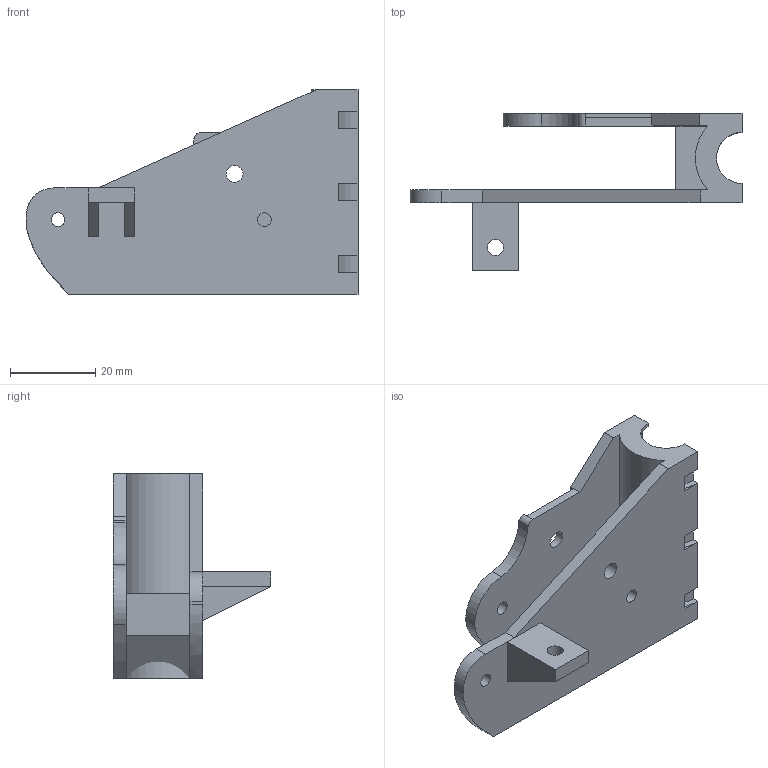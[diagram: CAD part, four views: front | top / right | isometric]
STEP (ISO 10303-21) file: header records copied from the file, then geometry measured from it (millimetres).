
FILE_DESCRIPTION(/* description */ (''),/* implementation_level */ '2;1');
FILE_NAME(/* name */ 'RightZBrace.step',/* time_stamp */ '2016-04-03T22:24:05-04:00',/* author */ (''),/* organization */ (''),/* preprocessor_version */ 'ST-DEVELOPER v16.2',/* originating_system */ 'Autodesk Translation Framework v4.3.0.3010',/* authorisation */ '');
FILE_SCHEMA (('AUTOMOTIVE_DESIGN { 1 0 10303 214 3 1 1 }'));
Length unit declared in the file: centimetre
Products named in the file (2): RightZBrace v1 v2; Component1
Assembly tree (1 placements, depth 2):
  RightZBrace v1 v2
    Component1
Bounding box: 78 x 37 x 48 mm (x, y, z)
Volume: 18182.8 mm3; surface area: 14986.5 mm2
Topology: 5 solids, 5 shells, 82 faces, 226 edges, 148 vertices
Faces by surface type: plane 60, cylinder 20, bspline 2
Full cylindrical faces by diameter (mm): 3.2 x3, 3.8 x1, 4 x2
Entity records: 2688 total; most frequent: CARTESIAN_POINT 531, ORIENTED_EDGE 440, DIRECTION 425, EDGE_CURVE 220, LINE 173, VECTOR 173, VERTEX_POINT 148, AXIS2_PLACEMENT_3D 126
